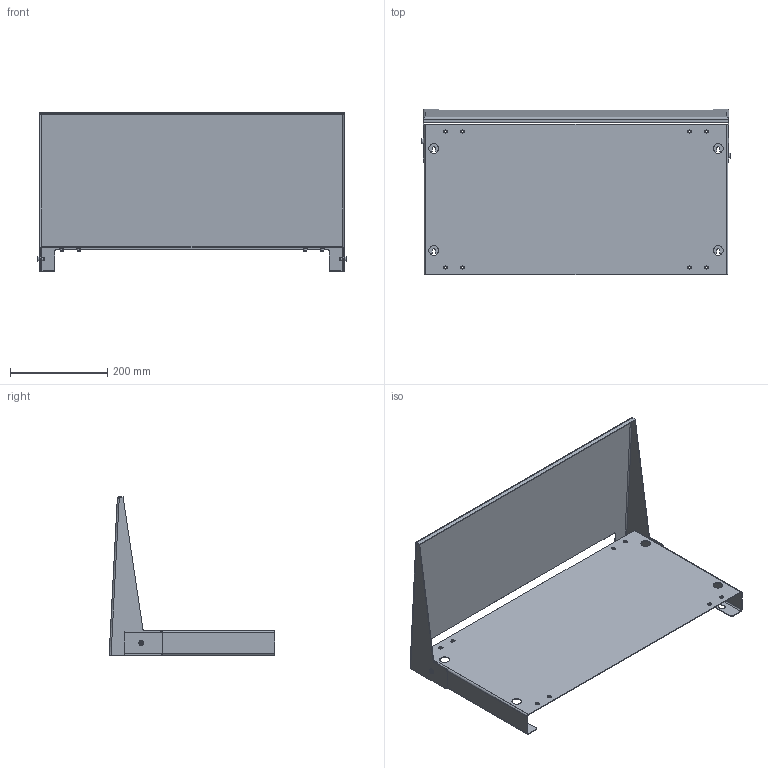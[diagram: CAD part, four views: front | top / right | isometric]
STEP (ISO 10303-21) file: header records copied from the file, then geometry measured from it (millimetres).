
FILE_DESCRIPTION(('CATIA V5R22 STEP214','CAx-IF Rec.Pracs.--- Model Styling and Organization---1.4--- 2014-01-23'),'2;1');
FILE_NAME ('D1519124_0_8000087025_8000087025.stp','2022-02-09T12:07:46+00:00',('none'),('Weidmueller'),'CATIA Version 5-6 Release 2016 SP3 HF44','CATIA V5 STEP AP214','none');
FILE_SCHEMA(('AUTOMOTIVE_DESIGN { 1 0 10303 214 1 1 1 1 }'));
Length unit declared in the file: millimetre
Products named in the file (1): SUN COVER 56/30/21
Bounding box: 636.52 x 341 x 325.92 mm (x, y, z)
Volume: 683397.7 mm3; surface area: 920531.7 mm2
Topology: 14 solids, 14 shells, 828 faces, 2130 edges, 1352 vertices
Faces by surface type: plane 498, cylinder 176, torus 80, cone 64, bspline 6, sphere 4
Entity records: 24498 total; most frequent: CARTESIAN_POINT 5488, ORIENTED_EDGE 4260, DIRECTION 3208, EDGE_CURVE 2130, VERTEX_POINT 1352, VECTOR 1322, LINE 1322, AXIS2_PLACEMENT_3D 1248
